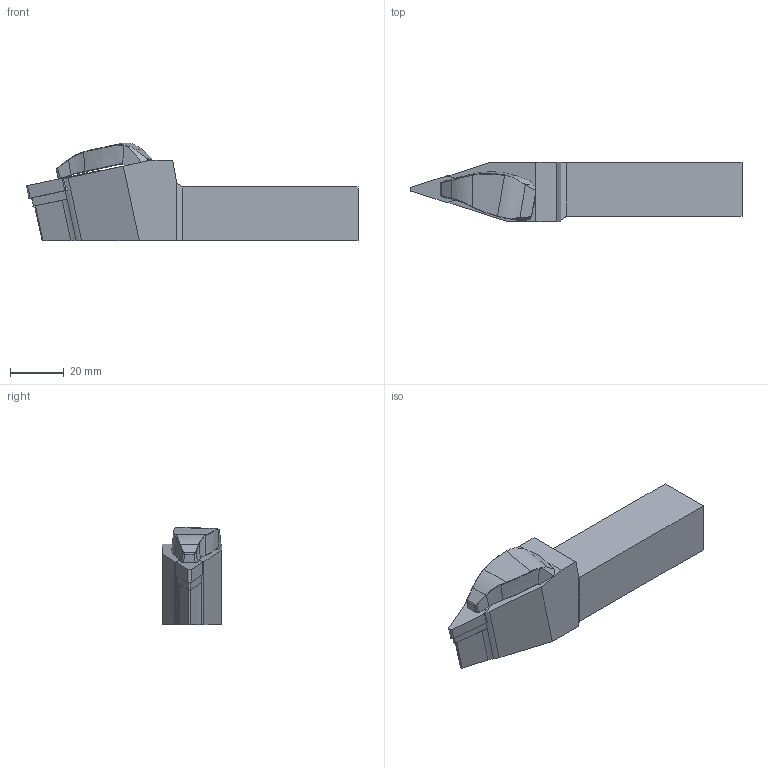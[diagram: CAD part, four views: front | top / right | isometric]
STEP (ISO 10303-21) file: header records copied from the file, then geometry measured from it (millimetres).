
FILE_DESCRIPTION(/* description */ (''),/* implementation_level */ '2;1');
FILE_NAME(/* name */ 'TVVNN-2020-K16-H.stp',/* time_stamp */ '2023-10-16T10:55:24+03:00',/* author */ (''),/* organization */ (''),/* preprocessor_version */ 'ST-DEVELOPER v19.4',/* originating_system */ 'SIEMENS PLM Software NX2306.3001',/* authorisation */ '');
FILE_SCHEMA (('AUTOMOTIVE_DESIGN { 1 0 10303 214 3 1 1 1 }'));
Length unit declared in the file: millimetre
Products named in the file (1): TVVNN-2020-K16-H
Bounding box: 123.18 x 22 x 36.29 mm (x, y, z)
Volume: 52171.1 mm3; surface area: 12223.1 mm2
Topology: 2 solids, 2 shells, 126 faces, 324 edges, 202 vertices
Faces by surface type: plane 64, bspline 25, cylinder 22, cone 12, extrusion 2, torus 1
Entity records: 4151 total; most frequent: CARTESIAN_POINT 1244, ORIENTED_EDGE 644, DIRECTION 479, EDGE_CURVE 322, VERTEX_POINT 202, VECTOR 165, LINE 163, AXIS2_PLACEMENT_3D 157
